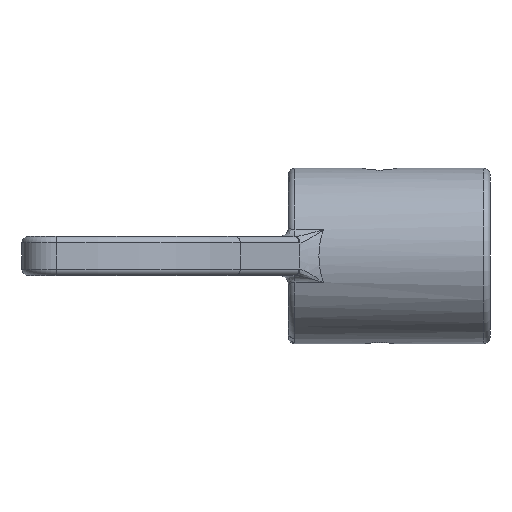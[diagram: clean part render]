
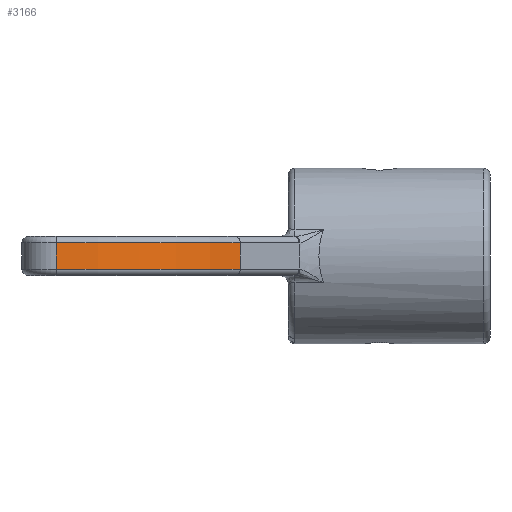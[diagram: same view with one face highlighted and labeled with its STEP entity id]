
A CAD part, front view. The second image highlights one B-rep face of the part: STEP entity #3166.
In plain terms, the highlighted cylindrical face has radius 40 mm (diameter 80 mm), a partial arc.
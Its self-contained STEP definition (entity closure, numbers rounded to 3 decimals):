
#3125=CARTESIAN_POINT('',(0.,0.,3.));
#3126=DIRECTION('',(0.,0.,1.));
#3127=DIRECTION('',(-1.,0.,0.));
#3128=AXIS2_PLACEMENT_3D('',#3125,#3126,#3127);
#3129=CYLINDRICAL_SURFACE('',#3128,40.);
#3130=CARTESIAN_POINT('',(2.371,-39.93,2.01));
#3131=VERTEX_POINT('',#3130);
#3132=CARTESIAN_POINT('',(2.371,-39.93,-2.01));
#3133=VERTEX_POINT('',#3132);
#3134=CARTESIAN_POINT('',(2.371,-39.93,2.01));
#3135=DIRECTION('',(0.,0.,-1.));
#3136=VECTOR('',#3135,4.02);
#3137=LINE('',#3134,#3136);
#3138=EDGE_CURVE('',#3131,#3133,#3137,.T.);
#3139=ORIENTED_EDGE('',*,*,#3138,.T.);
#3140=CARTESIAN_POINT('',(30.642,-25.712,-2.01));
#3141=VERTEX_POINT('',#3140);
#3142=CARTESIAN_POINT('',(0.,0.,-2.01));
#3143=DIRECTION('',(0.,0.,1.));
#3144=DIRECTION('',(1.,0.,-0.));
#3145=AXIS2_PLACEMENT_3D('',#3142,#3143,#3144);
#3146=CIRCLE('',#3145,40.);
#3147=EDGE_CURVE('',#3133,#3141,#3146,.T.);
#3148=ORIENTED_EDGE('',*,*,#3147,.T.);
#3149=CARTESIAN_POINT('',(30.642,-25.712,2.01));
#3150=VERTEX_POINT('',#3149);
#3151=CARTESIAN_POINT('',(30.642,-25.712,2.01));
#3152=DIRECTION('',(0.,0.,-1.));
#3153=VECTOR('',#3152,4.02);
#3154=LINE('',#3151,#3153);
#3155=EDGE_CURVE('',#3150,#3141,#3154,.T.);
#3156=ORIENTED_EDGE('',*,*,#3155,.F.);
#3157=CARTESIAN_POINT('',(0.,0.,2.01));
#3158=DIRECTION('',(-0.,0.,-1.));
#3159=DIRECTION('',(1.,0.,-0.));
#3160=AXIS2_PLACEMENT_3D('',#3157,#3158,#3159);
#3161=CIRCLE('',#3160,40.);
#3162=EDGE_CURVE('',#3150,#3131,#3161,.T.);
#3163=ORIENTED_EDGE('',*,*,#3162,.T.);
#3164=EDGE_LOOP('',(#3139,#3148,#3156,#3163));
#3165=FACE_BOUND('',#3164,.T.);
#3166=ADVANCED_FACE('',(#3165),#3129,.T.);
